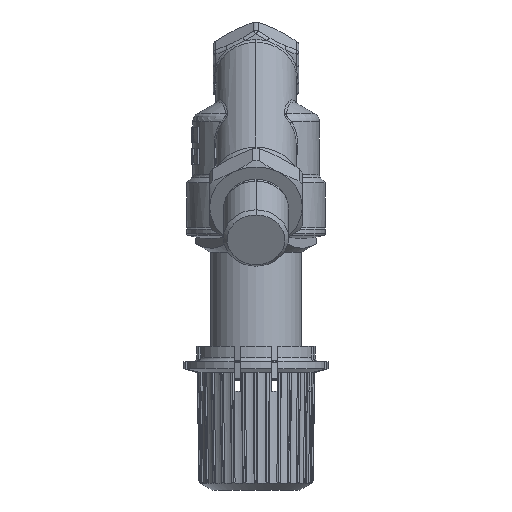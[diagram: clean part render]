
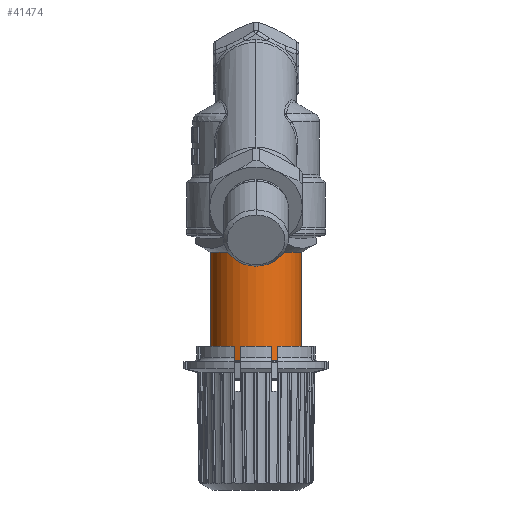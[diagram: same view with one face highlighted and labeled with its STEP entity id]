
A CAD part, left-side view. The second image highlights one B-rep face of the part: STEP entity #41474.
In plain terms, the highlighted cylindrical face has radius 14.7 mm (diameter 29.4 mm), a partial arc.
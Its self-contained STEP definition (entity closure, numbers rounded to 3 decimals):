
#2199=DIRECTION('',(0.,0.,-1.));
#2200=VECTOR('',#2199,35.);
#2201=CARTESIAN_POINT('',(0.,14.7,-44.));
#2202=LINE('',#2201,#2200);
#14937=CARTESIAN_POINT('',(0.,0.,-79.));
#14938=DIRECTION('',(0.,0.,-1.));
#14939=DIRECTION('',(0.,-1.,0.));
#14940=AXIS2_PLACEMENT_3D('',#14937,#14938,#14939);
#14942=CARTESIAN_POINT('',(0.,0.,-44.));
#14943=DIRECTION('',(0.,0.,-1.));
#14944=DIRECTION('',(0.,-1.,0.));
#14945=AXIS2_PLACEMENT_3D('',#14942,#14943,#14944);
#14947=DIRECTION('',(0.,0.,-1.));
#14948=VECTOR('',#14947,35.);
#14949=CARTESIAN_POINT('',(0.,-14.7,-44.));
#14950=LINE('',#14949,#14948);
#17546=CARTESIAN_POINT('',(0.,-14.7,-44.));
#17547=CARTESIAN_POINT('',(0.,14.7,-44.));
#17548=VERTEX_POINT('',#17546);
#17549=VERTEX_POINT('',#17547);
#17566=CARTESIAN_POINT('',(0.,-14.7,-79.));
#17567=CARTESIAN_POINT('',(0.,14.7,-79.));
#17568=VERTEX_POINT('',#17566);
#17569=VERTEX_POINT('',#17567);
#41463=CARTESIAN_POINT('',(0.,0.,-22.));
#41464=DIRECTION('',(0.,0.,-1.));
#41465=DIRECTION('',(0.,-1.,0.));
#41466=AXIS2_PLACEMENT_3D('',#41463,#41464,#41465);
#41467=CYLINDRICAL_SURFACE('',#41466,14.7);
#41468=ORIENTED_EDGE('',*,*,#23056,.T.);
#41469=ORIENTED_EDGE('',*,*,#23033,.F.);
#41470=ORIENTED_EDGE('',*,*,#22985,.F.);
#41471=ORIENTED_EDGE('',*,*,#23030,.T.);
#41472=EDGE_LOOP('',(#41468,#41469,#41470,#41471));
#41473=FACE_OUTER_BOUND('',#41472,.F.);
#14941=CIRCLE('',#14940,14.7);
#14946=CIRCLE('',#14945,14.7);
#22985=EDGE_CURVE('',#17548,#17549,#14946,.T.);
#23030=EDGE_CURVE('',#17548,#17568,#14950,.T.);
#23033=EDGE_CURVE('',#17549,#17569,#2202,.T.);
#23056=EDGE_CURVE('',#17568,#17569,#14941,.T.);
#41474=ADVANCED_FACE('',(#41473),#41467,.T.);
